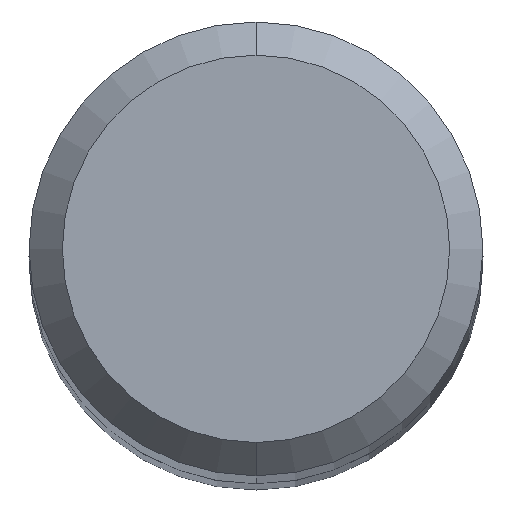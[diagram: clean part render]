
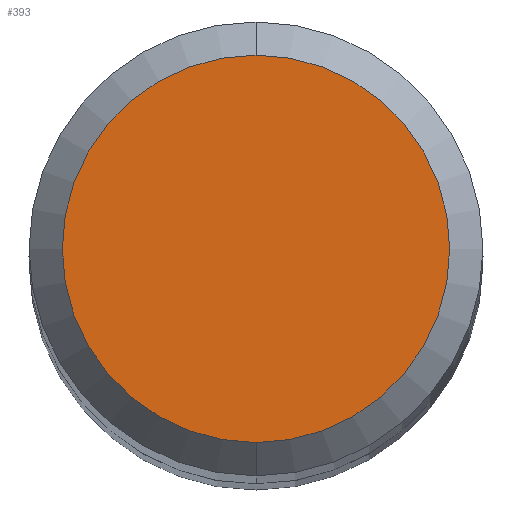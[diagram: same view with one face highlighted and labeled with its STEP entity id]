
A CAD part, top view. The second image highlights one B-rep face of the part: STEP entity #393.
In plain terms, the highlighted planar face has unit normal (0, 0, 1).
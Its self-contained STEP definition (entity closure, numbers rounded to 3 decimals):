
#235=EDGE_CURVE('',#415,#373,#521,.T.);
#267=EDGE_CURVE('',#373,#415,#554,.T.);
#373=VERTEX_POINT('',#671);
#393=ADVANCED_FACE('',(#692),#693,.T.);
#415=VERTEX_POINT('',#716);
#521=CIRCLE('',#891,1.75);
#554=CIRCLE('',#953,1.75);
#671=CARTESIAN_POINT('',(0.,-1.75,0.0));
#692=FACE_OUTER_BOUND('',#1280,.T.);
#693=PLANE('',#1281);
#716=CARTESIAN_POINT('',(0.0,1.75,0.0));
#891=AXIS2_PLACEMENT_3D('',#1441,#1442,#1443);
#953=AXIS2_PLACEMENT_3D('',#1467,#1468,#1469);
#1280=EDGE_LOOP('',(#1606,#1607));
#1281=AXIS2_PLACEMENT_3D('',#1608,#1609,#1610);
#1441=CARTESIAN_POINT('',(0.0,0.0,0.0));
#1442=DIRECTION('',(0.0,0.0,-1.0));
#1443=DIRECTION('',(0.0,1.0,0.0));
#1467=CARTESIAN_POINT('',(0.0,0.0,0.0));
#1468=DIRECTION('',(0.0,0.0,-1.0));
#1469=DIRECTION('',(0.0,1.0,0.0));
#1606=ORIENTED_EDGE('',*,*,#235,.F.);
#1607=ORIENTED_EDGE('',*,*,#267,.F.);
#1608=CARTESIAN_POINT('',(0.0,0.875,0.0));
#1609=DIRECTION('',(-0.0,0.0,1.0));
#1610=DIRECTION('',(0.0,-1.0,0.0));
